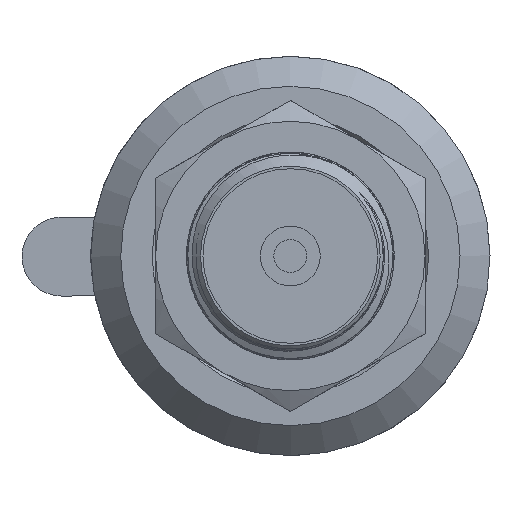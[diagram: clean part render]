
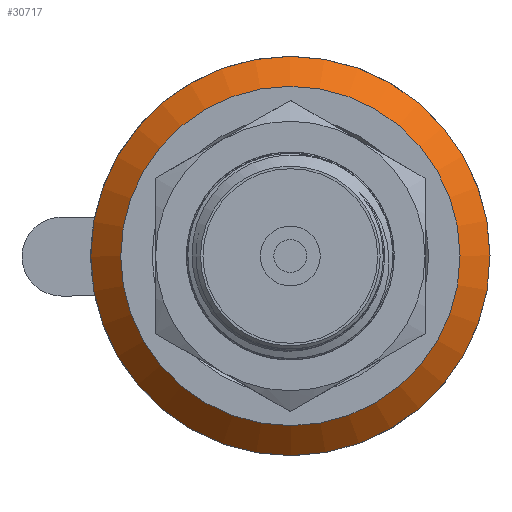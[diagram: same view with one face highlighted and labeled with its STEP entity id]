
A CAD part, left-side view. The second image highlights one B-rep face of the part: STEP entity #30717.
In plain terms, the highlighted conical face has half-angle 45 degrees and reference radius 18.5 mm.
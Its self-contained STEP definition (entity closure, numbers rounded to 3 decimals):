
#574=CONICAL_SURFACE('',#32922,18.5,0.785);
#2967=FACE_OUTER_BOUND('',#4727,.T.);
#4727=EDGE_LOOP('',(#26970,#26971,#26972,#26973));
#5683=CIRCLE('',#32921,20.);
#5684=CIRCLE('',#32923,17.);
#9279=LINE('',#69417,#12216);
#12216=VECTOR('',#39265,18.5);
#14858=VERTEX_POINT('',#69412);
#14859=VERTEX_POINT('',#69416);
#19023=EDGE_CURVE('',#14858,#14858,#5683,.T.);
#19024=EDGE_CURVE('',#14858,#14859,#9279,.T.);
#19025=EDGE_CURVE('',#14859,#14859,#5684,.T.);
#26970=ORIENTED_EDGE('',*,*,#19023,.F.);
#26971=ORIENTED_EDGE('',*,*,#19024,.T.);
#26972=ORIENTED_EDGE('',*,*,#19025,.T.);
#26973=ORIENTED_EDGE('',*,*,#19024,.F.);
#30717=ADVANCED_FACE('',(#2967),#574,.T.);
#32921=AXIS2_PLACEMENT_3D('',#69414,#39261,#39262);
#32922=AXIS2_PLACEMENT_3D('',#69415,#39263,#39264);
#32923=AXIS2_PLACEMENT_3D('',#69418,#39266,#39267);
#39261=DIRECTION('center_axis',(-1.,0.,0.));
#39262=DIRECTION('ref_axis',(0.,0.,
-1.));
#39263=DIRECTION('center_axis',(-1.,0.,0.));
#39264=DIRECTION('ref_axis',(0.,-1.,0.));
#39265=DIRECTION('',(0.707,-0.707,0.));
#39266=DIRECTION('center_axis',(-1.,0.,0.));
#39267=DIRECTION('ref_axis',(0.,0.,
-1.));
#69412=CARTESIAN_POINT('',(21.,20.,0.));
#69414=CARTESIAN_POINT('Origin',(21.,0.,0.));
#69415=CARTESIAN_POINT('Origin',(22.5,0.,0.));
#69416=CARTESIAN_POINT('',(24.,17.,0.));
#69417=CARTESIAN_POINT('',(22.5,18.5,0.));
#69418=CARTESIAN_POINT('Origin',(24.,0.,0.));
